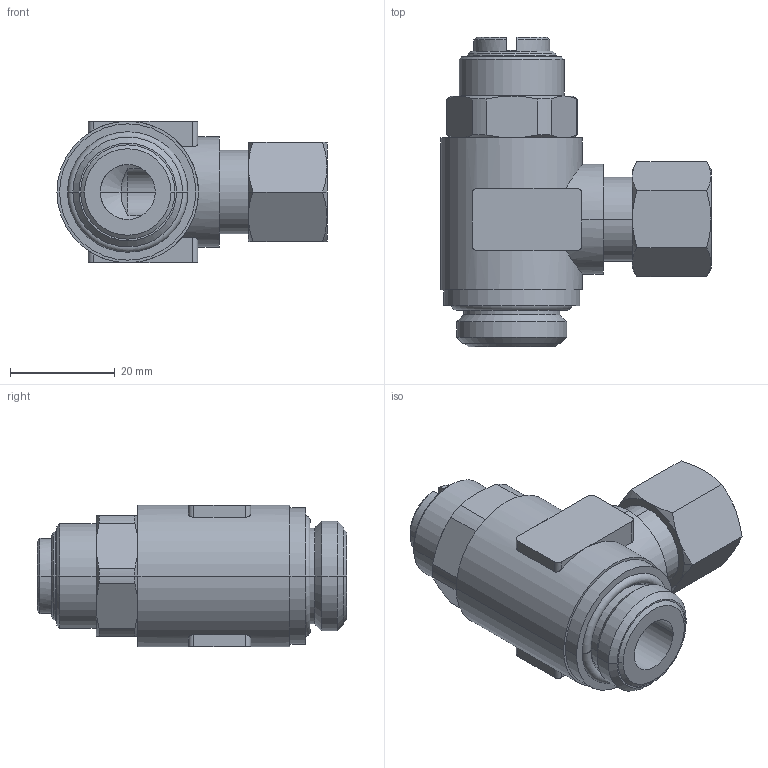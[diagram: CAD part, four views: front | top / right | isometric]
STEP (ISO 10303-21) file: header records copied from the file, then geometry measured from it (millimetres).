
FILE_DESCRIPTION(('STEP AP214'),'1');
FILE_NAME('7160_10_21.stp','2016-07-07T14:53:28',('TraceParts'),('TraceParts S.A.'),'Spatial InterOp 3D',' ',' ');
FILE_SCHEMA(('automotive_design'));
Length unit declared in the file: millimetre
Products named in the file (1): 1
Bounding box: 51.54 x 59.03 x 27 mm (x, y, z)
Volume: 30815.1 mm3; surface area: 9572 mm2
Topology: 1 solids, 1 shells, 138 faces, 326 edges, 201 vertices
Faces by surface type: cone 52, plane 44, cylinder 38, torus 4
Entity records: 4294 total; most frequent: CARTESIAN_POINT 1168, DIRECTION 681, ORIENTED_EDGE 652, EDGE_CURVE 326, AXIS2_PLACEMENT_3D 286, VERTEX_POINT 201, EDGE_LOOP 151, CIRCLE 147
